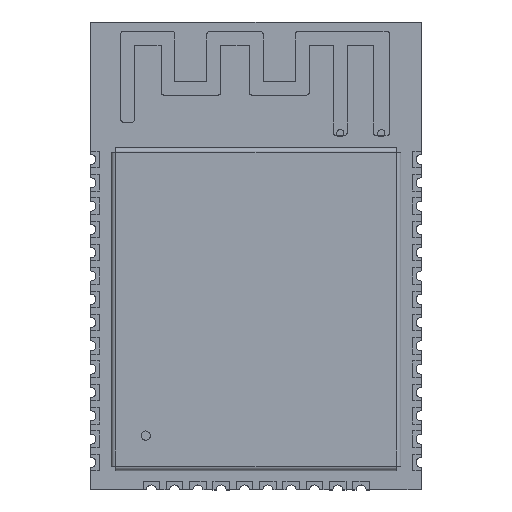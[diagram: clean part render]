
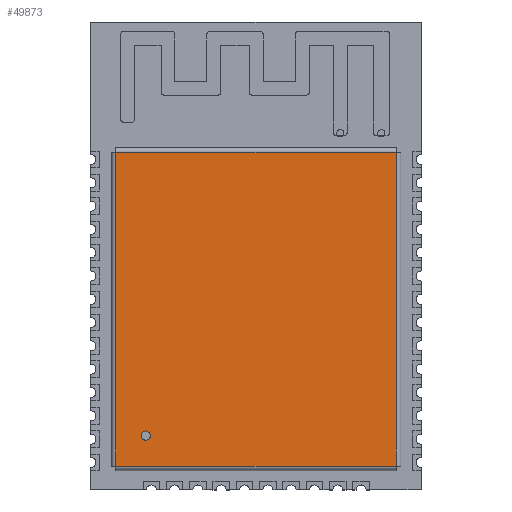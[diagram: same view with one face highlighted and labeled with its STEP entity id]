
A CAD part, top view. The second image highlights one B-rep face of the part: STEP entity #49873.
In plain terms, the highlighted planar face has unit normal (0, 0, 1).
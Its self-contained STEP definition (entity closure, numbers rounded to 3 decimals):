
#44 = VECTOR ( 'NONE', #68489, 1000. ) ;
#558 = CIRCLE ( 'NONE', #42930, 0.25 ) ;
#1737 = VECTOR ( 'NONE', #12595, 1000. ) ;
#2581 = CIRCLE ( 'NONE', #44951, 0.25 ) ;
#3021 = CARTESIAN_POINT ( 'NONE',  ( 7.9, -8.55, 2.3 ) ) ;
#3467 = DIRECTION ( 'NONE',  ( 0., 0., 1. ) ) ;
#3551 = EDGE_LOOP ( 'NONE', ( #38156, #52986 ) ) ;
#4285 = ORIENTED_EDGE ( 'NONE', *, *, #26843, .T. ) ;
#5130 = PLANE ( 'NONE',  #71338 ) ;
#6758 = EDGE_CURVE ( 'NONE', #8958, #30398, #21195, .T. ) ;
#8958 = VERTEX_POINT ( 'NONE', #29914 ) ;
#8994 = CARTESIAN_POINT ( 'NONE',  ( -5.76, -6.89, 2.3 ) ) ;
#12565 = EDGE_CURVE ( 'NONE', #30398, #19373, #54930, .T. ) ;
#12595 = DIRECTION ( 'NONE',  ( 0., 1., 0. ) ) ;
#19373 = VERTEX_POINT ( 'NONE', #61711 ) ;
#20529 = DIRECTION ( 'NONE',  ( 0., 0., 1. ) ) ;
#21195 = LINE ( 'NONE', #44324, #38964 ) ;
#22307 = LINE ( 'NONE', #45434, #44 ) ;
#26119 = DIRECTION ( 'NONE',  ( 1., 0., 0. ) ) ;
#26570 = DIRECTION ( 'NONE',  ( 1., 0., 0. ) ) ;
#26843 = EDGE_CURVE ( 'NONE', #19373, #31880, #41431, .T. ) ;
#28232 = CARTESIAN_POINT ( 'NONE',  ( 0., 0., 2.3 ) ) ;
#29914 = CARTESIAN_POINT ( 'NONE',  ( -7.65, 8.55, 2.3 ) ) ;
#30398 = VERTEX_POINT ( 'NONE', #36372 ) ;
#31880 = VERTEX_POINT ( 'NONE', #42931 ) ;
#33505 = VERTEX_POINT ( 'NONE', #62616 ) ;
#33883 = FACE_BOUND ( 'NONE', #3551, .T. ) ;
#36372 = CARTESIAN_POINT ( 'NONE',  ( -7.65, -8.55, 2.3 ) ) ;
#38156 = ORIENTED_EDGE ( 'NONE', *, *, #67922, .F. ) ;
#38964 = VECTOR ( 'NONE', #67386, 1000. ) ;
#41431 = LINE ( 'NONE', #64486, #1737 ) ;
#42542 = EDGE_CURVE ( 'NONE', #31880, #8958, #22307, .T. ) ;
#42930 = AXIS2_PLACEMENT_3D ( 'NONE', #55352, #3467, #26570 ) ;
#42931 = CARTESIAN_POINT ( 'NONE',  ( 7.65, 8.55, 2.3 ) ) ;
#43664 = DIRECTION ( 'NONE',  ( 1., 0., 0. ) ) ;
#43705 = EDGE_CURVE ( 'NONE', #33505, #44095, #2581, .T. ) ;
#44095 = VERTEX_POINT ( 'NONE', #8994 ) ;
#44324 = CARTESIAN_POINT ( 'NONE',  ( -7.65, -8.8, 2.3 ) ) ;
#44951 = AXIS2_PLACEMENT_3D ( 'NONE', #72406, #20529, #43664 ) ;
#45434 = CARTESIAN_POINT ( 'NONE',  ( -7.9, 8.55, 2.3 ) ) ;
#49873 = ADVANCED_FACE ( 'NONE', ( #33883, #56999 ), #5130, .T. ) ;
#51346 = DIRECTION ( 'NONE',  ( 0., 0., 1. ) ) ;
#52111 = ORIENTED_EDGE ( 'NONE', *, *, #42542, .T. ) ;
#52986 = ORIENTED_EDGE ( 'NONE', *, *, #43705, .F. ) ;
#54930 = LINE ( 'NONE', #3021, #73680 ) ;
#55352 = CARTESIAN_POINT ( 'NONE',  ( -6.01, -6.89, 2.3 ) ) ;
#55408 = ORIENTED_EDGE ( 'NONE', *, *, #12565, .T. ) ;
#56999 = FACE_OUTER_BOUND ( 'NONE', #59584, .T. ) ;
#59584 = EDGE_LOOP ( 'NONE', ( #52111, #70911, #55408, #4285 ) ) ;
#61711 = CARTESIAN_POINT ( 'NONE',  ( 7.65, -8.55, 2.3 ) ) ;
#62616 = CARTESIAN_POINT ( 'NONE',  ( -6.26, -6.89, 2.3 ) ) ;
#64486 = CARTESIAN_POINT ( 'NONE',  ( 7.65, 8.8, 2.3 ) ) ;
#67386 = DIRECTION ( 'NONE',  ( 0., -1., 0. ) ) ;
#67922 = EDGE_CURVE ( 'NONE', #44095, #33505, #558, .T. ) ;
#68489 = DIRECTION ( 'NONE',  ( -1., 0., 0. ) ) ;
#70911 = ORIENTED_EDGE ( 'NONE', *, *, #6758, .T. ) ;
#71338 = AXIS2_PLACEMENT_3D ( 'NONE', #28232, #51346, #74427 ) ;
#72406 = CARTESIAN_POINT ( 'NONE',  ( -6.01, -6.89, 2.3 ) ) ;
#73680 = VECTOR ( 'NONE', #26119, 1000. ) ;
#74427 = DIRECTION ( 'NONE',  ( 1., 0., 0. ) ) ;
